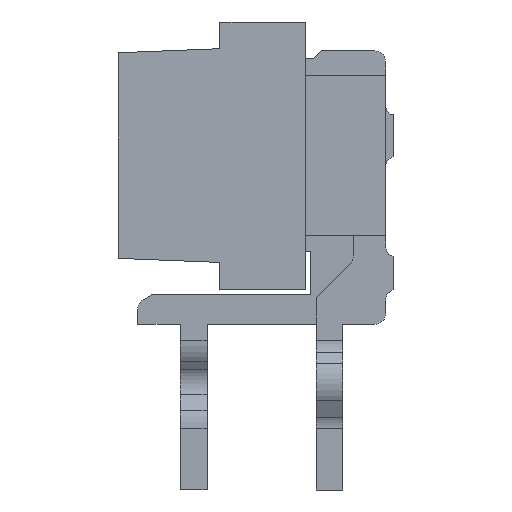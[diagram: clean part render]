
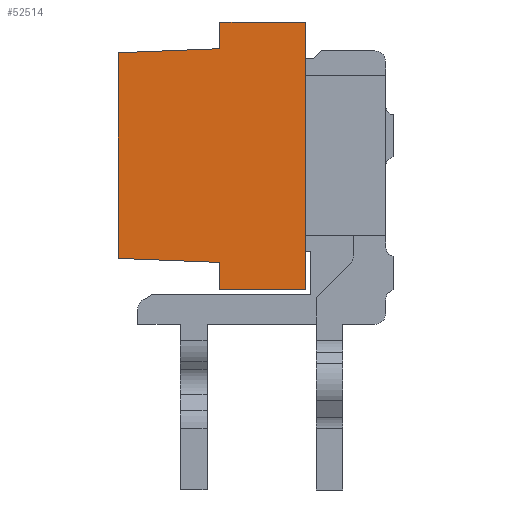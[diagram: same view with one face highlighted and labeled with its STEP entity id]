
A CAD part, front view. The second image highlights one B-rep face of the part: STEP entity #52514.
In plain terms, the highlighted planar face has unit normal (0, -1, 0).
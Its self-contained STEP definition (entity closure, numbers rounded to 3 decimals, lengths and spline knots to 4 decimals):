
#527 = VERTEX_POINT('',#528);
#528 = CARTESIAN_POINT('',(2.1749,-21.915,0.2049
    ));
#534 = EDGE_CURVE('',#527,#535,#537,.T.);
#535 = VERTEX_POINT('',#536);
#536 = CARTESIAN_POINT('',(2.1749,-21.915,5.2049
    ));
#537 = LINE('',#538,#539);
#538 = CARTESIAN_POINT('',(2.1749,-21.915,0.2049
    ));
#539 = VECTOR('',#540,1.);
#540 = DIRECTION('',(0.,0.,1.));
#5093 = VERTEX_POINT('',#5094);
#5094 = CARTESIAN_POINT('',(-1.3251,-21.915,
    0.7799));
#5109 = VERTEX_POINT('',#5110);
#5110 = CARTESIAN_POINT('',(-1.3251,-21.915,
    4.6299));
#5116 = EDGE_CURVE('',#5109,#5093,#5117,.T.);
#5117 = LINE('',#5118,#5119);
#5118 = CARTESIAN_POINT('',(-1.3251,-21.915,
    4.6299));
#5119 = VECTOR('',#5120,1.);
#5120 = DIRECTION('',(0.,0.,-1.));
#51138 = VERTEX_POINT('',#51139);
#51139 = CARTESIAN_POINT('',(0.5749,-21.915,
    5.2049));
#51145 = EDGE_CURVE('',#51138,#51146,#51148,.T.);
#51146 = VERTEX_POINT('',#51147);
#51147 = CARTESIAN_POINT('',(0.5749,-21.915,
    4.7049));
#51148 = LINE('',#51149,#51150);
#51149 = CARTESIAN_POINT('',(0.5749,-21.915,
    5.2049));
#51150 = VECTOR('',#51151,1.);
#51151 = DIRECTION('',(0.,0.,-1.));
#51222 = VERTEX_POINT('',#51223);
#51223 = CARTESIAN_POINT('',(0.5749,-21.915,
    0.7049));
#51229 = EDGE_CURVE('',#51222,#51230,#51232,.T.);
#51230 = VERTEX_POINT('',#51231);
#51231 = CARTESIAN_POINT('',(0.5749,-21.915,
    0.2049));
#51232 = LINE('',#51233,#51234);
#51233 = CARTESIAN_POINT('',(0.5749,-21.915,
    0.7049));
#51234 = VECTOR('',#51235,1.);
#51235 = DIRECTION('',(0.,0.,-1.));
#51431 = EDGE_CURVE('',#535,#51138,#51432,.T.);
#51432 = LINE('',#51433,#51434);
#51433 = CARTESIAN_POINT('',(2.1749,-21.915,
    5.2049));
#51434 = VECTOR('',#51435,1.);
#51435 = DIRECTION('',(-1.,0.,0.));
#51606 = EDGE_CURVE('',#51146,#5109,#51607,.T.);
#51607 = LINE('',#51608,#51609);
#51608 = CARTESIAN_POINT('',(0.5749,-21.915,
    4.7049));
#51609 = VECTOR('',#51610,1.);
#51610 = DIRECTION('',(-0.999,0.,
    -0.039));
#52041 = EDGE_CURVE('',#51230,#527,#52042,.T.);
#52042 = LINE('',#52043,#52044);
#52043 = CARTESIAN_POINT('',(0.5749,-21.915,
    0.2049));
#52044 = VECTOR('',#52045,1.);
#52045 = DIRECTION('',(1.,0.,0.));
#52195 = EDGE_CURVE('',#5093,#51222,#52196,.T.);
#52196 = LINE('',#52197,#52198);
#52197 = CARTESIAN_POINT('',(-1.3251,-21.915,
    0.7799));
#52198 = VECTOR('',#52199,1.);
#52199 = DIRECTION('',(0.999,0.,
    -0.039));
#52514 = ADVANCED_FACE('',(#52515),#52525,.T.);
#52515 = FACE_BOUND('',#52516,.F.);
#52516 = EDGE_LOOP('',(#52517,#52518,#52519,#52520,#52521,#52522,#52523,
    #52524));
#52517 = ORIENTED_EDGE('',*,*,#52195,.F.);
#52518 = ORIENTED_EDGE('',*,*,#5116,.F.);
#52519 = ORIENTED_EDGE('',*,*,#51606,.F.);
#52520 = ORIENTED_EDGE('',*,*,#51145,.F.);
#52521 = ORIENTED_EDGE('',*,*,#51431,.F.);
#52522 = ORIENTED_EDGE('',*,*,#534,.F.);
#52523 = ORIENTED_EDGE('',*,*,#52041,.F.);
#52524 = ORIENTED_EDGE('',*,*,#51229,.F.);
#52525 = PLANE('',#52526);
#52526 = AXIS2_PLACEMENT_3D('',#52527,#52528,#52529);
#52527 = CARTESIAN_POINT('',(-1.3251,-21.915,
    2.7049));
#52528 = DIRECTION('',(0.,-1.,0.));
#52529 = DIRECTION('',(0.,0.,1.));
